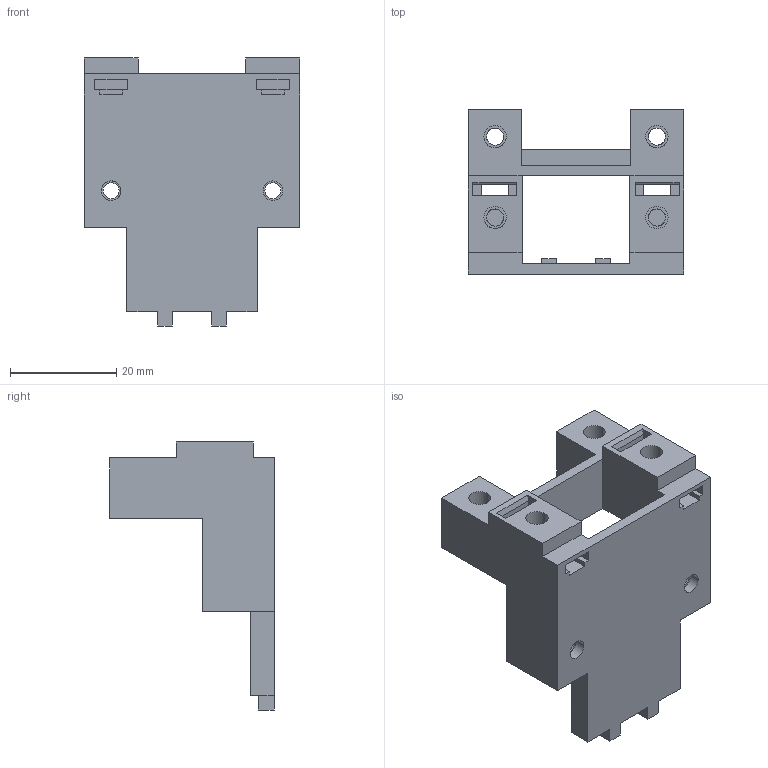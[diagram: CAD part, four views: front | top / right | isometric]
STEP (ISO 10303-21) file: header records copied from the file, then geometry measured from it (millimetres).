
FILE_DESCRIPTION(('CATIA V5 STEP Exchange','CAx-IF Rec.Pracs.--- Model Styling and Organization---1.4--- 2014-01-23'),'2;1');
FILE_NAME ('1384743-1_0_2838010000_2838010000.stp','2022-09-29T12:38:04+00:00',('none'),('Weidmueller'),'CATIA Version 5-6 Release 2016 SP3 HF44','CATIA V5 STEP AP214','none');
FILE_SCHEMA(('AUTOMOTIVE_DESIGN { 1 0 10303 214 1 1 1 1 }'));
Length unit declared in the file: millimetre
Products named in the file (1): 2838010000
Bounding box: 40.64 x 31 x 50.5 mm (x, y, z)
Volume: 13851.6 mm3; surface area: 10292.2 mm2
Topology: 5 solids, 5 shells, 174 faces, 496 edges, 334 vertices
Faces by surface type: plane 144, cylinder 30
Entity records: 6091 total; most frequent: CARTESIAN_POINT 1336, ORIENTED_EDGE 992, DIRECTION 811, EDGE_CURVE 496, VECTOR 416, LINE 416, VERTEX_POINT 334, AXIS2_PLACEMENT_3D 222
